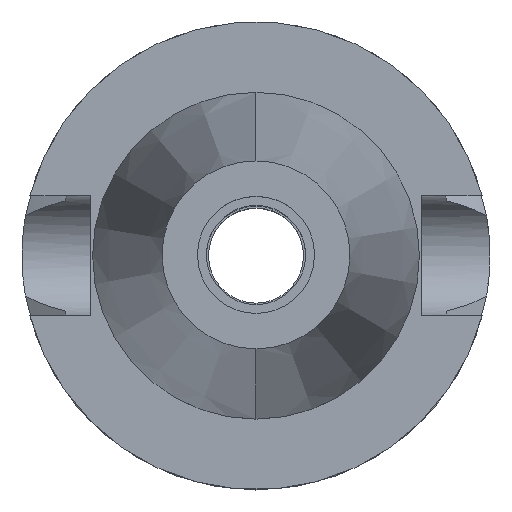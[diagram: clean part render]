
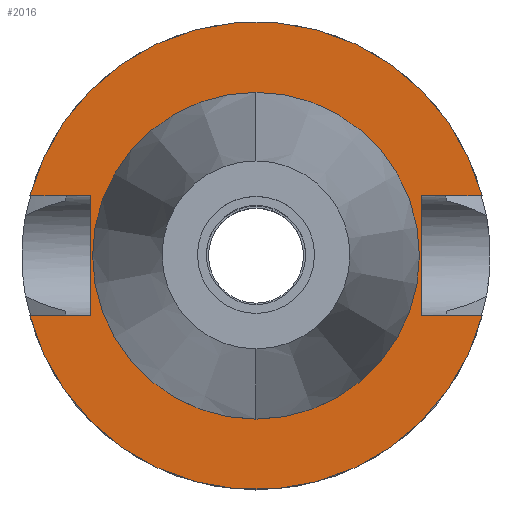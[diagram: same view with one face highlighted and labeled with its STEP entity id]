
A CAD part, top view. The second image highlights one B-rep face of the part: STEP entity #2016.
In plain terms, the highlighted planar face has unit normal (0, 0, 1).
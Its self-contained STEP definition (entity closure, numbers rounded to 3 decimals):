
#6 = DIRECTION ( 'NONE',  ( -1., 0., 0. ) ) ;
#8 = DIRECTION ( 'NONE',  ( 0., 0., -1. ) ) ;
#34 = ORIENTED_EDGE ( 'NONE', *, *, #438, .F. ) ;
#118 = CARTESIAN_POINT ( 'NONE',  ( 35.4, 12.85, -3. ) ) ;
#181 = ORIENTED_EDGE ( 'NONE', *, *, #432, .T. ) ;
#244 = CARTESIAN_POINT ( 'NONE',  ( -48.321, -12.85, -3. ) ) ;
#261 = DIRECTION ( 'NONE',  ( 0., 0., 1. ) ) ;
#289 = ORIENTED_EDGE ( 'NONE', *, *, #1620, .F. ) ;
#291 = CARTESIAN_POINT ( 'NONE',  ( -35.4, -12.85, -3. ) ) ;
#296 = DIRECTION ( 'NONE',  ( 0., 1., 0. ) ) ;
#341 = VECTOR ( 'NONE', #6, 1000. ) ;
#377 = CARTESIAN_POINT ( 'NONE',  ( -35.4, 12.85, -3. ) ) ;
#383 = LINE ( 'NONE', #3187, #1091 ) ;
#398 = LINE ( 'NONE', #950, #3322 ) ;
#417 = VERTEX_POINT ( 'NONE', #377 ) ;
#432 = EDGE_CURVE ( 'NONE', #1104, #2497, #398, .T. ) ;
#436 = LINE ( 'NONE', #118, #723 ) ;
#438 = EDGE_CURVE ( 'NONE', #1280, #2508, #3601, .T. ) ;
#465 = CARTESIAN_POINT ( 'NONE',  ( 35.4, 12.85, -3. ) ) ;
#528 = CARTESIAN_POINT ( 'NONE',  ( -35.4, -12.85, -3. ) ) ;
#552 = DIRECTION ( 'NONE',  ( 0., -1., 0. ) ) ;
#560 = CARTESIAN_POINT ( 'NONE',  ( 0., 34.925, -3. ) ) ;
#604 = DIRECTION ( 'NONE',  ( 1., 0., 0. ) ) ;
#633 = DIRECTION ( 'NONE',  ( 0., 1., 0. ) ) ;
#640 = ORIENTED_EDGE ( 'NONE', *, *, #3437, .F. ) ;
#723 = VECTOR ( 'NONE', #3475, 1000. ) ;
#778 = CARTESIAN_POINT ( 'NONE',  ( 0., 0., -3. ) ) ;
#889 = VERTEX_POINT ( 'NONE', #2584 ) ;
#906 = LINE ( 'NONE', #2862, #3213 ) ;
#950 = CARTESIAN_POINT ( 'NONE',  ( 35.4, 12.85, -3. ) ) ;
#952 = ORIENTED_EDGE ( 'NONE', *, *, #2812, .F. ) ;
#987 = ORIENTED_EDGE ( 'NONE', *, *, #1233, .F. ) ;
#1091 = VECTOR ( 'NONE', #1218, 1000. ) ;
#1104 = VERTEX_POINT ( 'NONE', #465 ) ;
#1175 = FACE_OUTER_BOUND ( 'NONE', #1870, .T. ) ;
#1194 = PLANE ( 'NONE',  #1921 ) ;
#1218 = DIRECTION ( 'NONE',  ( -1., 0., 0. ) ) ;
#1233 = EDGE_CURVE ( 'NONE', #2122, #1934, #2857, .T. ) ;
#1244 = VERTEX_POINT ( 'NONE', #2473 ) ;
#1280 = VERTEX_POINT ( 'NONE', #2177 ) ;
#1298 = EDGE_LOOP ( 'NONE', ( #3068, #34 ) ) ;
#1304 = DIRECTION ( 'NONE',  ( 0., 0., -1. ) ) ;
#1405 = CARTESIAN_POINT ( 'NONE',  ( 0., 0., -3. ) ) ;
#1443 = EDGE_CURVE ( 'NONE', #2508, #1280, #2320, .T. ) ;
#1483 = VECTOR ( 'NONE', #2204, 1000. ) ;
#1510 = DIRECTION ( 'NONE',  ( 0., 0., 1. ) ) ;
#1620 = EDGE_CURVE ( 'NONE', #2471, #417, #906, .T. ) ;
#1626 = DIRECTION ( 'NONE',  ( 0., 1., 0. ) ) ;
#1638 = ORIENTED_EDGE ( 'NONE', *, *, #3062, .T. ) ;
#1668 = LINE ( 'NONE', #3595, #1483 ) ;
#1681 = CARTESIAN_POINT ( 'NONE',  ( 0., 0., -3. ) ) ;
#1723 = CARTESIAN_POINT ( 'NONE',  ( 0., 0., -3. ) ) ;
#1870 = EDGE_LOOP ( 'NONE', ( #1638, #987, #640, #2995, #181, #952, #1963, #289 ) ) ;
#1916 = AXIS2_PLACEMENT_3D ( 'NONE', #2114, #1304, #1626 ) ;
#1921 = AXIS2_PLACEMENT_3D ( 'NONE', #1405, #8, #2245 ) ;
#1934 = VERTEX_POINT ( 'NONE', #244 ) ;
#1963 = ORIENTED_EDGE ( 'NONE', *, *, #2158, .F. ) ;
#2016 = ADVANCED_FACE ( 'NONE', ( #1175, #2044 ), #1194, .F. ) ;
#2044 = FACE_BOUND ( 'NONE', #1298, .T. ) ;
#2114 = CARTESIAN_POINT ( 'NONE',  ( 0., 0., -3. ) ) ;
#2122 = VERTEX_POINT ( 'NONE', #2523 ) ;
#2158 = EDGE_CURVE ( 'NONE', #417, #889, #383, .T. ) ;
#2177 = CARTESIAN_POINT ( 'NONE',  ( 0., -34.925, -3. ) ) ;
#2202 = EDGE_CURVE ( 'NONE', #1104, #1244, #436, .T. ) ;
#2204 = DIRECTION ( 'NONE',  ( 1., 0., 0. ) ) ;
#2245 = DIRECTION ( 'NONE',  ( 0., -1., 0. ) ) ;
#2255 = AXIS2_PLACEMENT_3D ( 'NONE', #1723, #1510, #3435 ) ;
#2320 = CIRCLE ( 'NONE', #2680, 34.925 ) ;
#2471 = VERTEX_POINT ( 'NONE', #528 ) ;
#2473 = CARTESIAN_POINT ( 'NONE',  ( 35.4, -12.85, -3. ) ) ;
#2497 = VERTEX_POINT ( 'NONE', #3362 ) ;
#2508 = VERTEX_POINT ( 'NONE', #560 ) ;
#2523 = CARTESIAN_POINT ( 'NONE',  ( 48.321, -12.85, -3. ) ) ;
#2556 = AXIS2_PLACEMENT_3D ( 'NONE', #778, #3341, #552 ) ;
#2584 = CARTESIAN_POINT ( 'NONE',  ( -48.321, 12.85, -3. ) ) ;
#2680 = AXIS2_PLACEMENT_3D ( 'NONE', #1681, #261, #296 ) ;
#2812 = EDGE_CURVE ( 'NONE', #889, #2497, #3492, .T. ) ;
#2857 = CIRCLE ( 'NONE', #2556, 50. ) ;
#2862 = CARTESIAN_POINT ( 'NONE',  ( -35.4, -12.85, -3. ) ) ;
#2995 = ORIENTED_EDGE ( 'NONE', *, *, #2202, .F. ) ;
#3062 = EDGE_CURVE ( 'NONE', #2471, #1934, #3063, .T. ) ;
#3063 = LINE ( 'NONE', #291, #341 ) ;
#3068 = ORIENTED_EDGE ( 'NONE', *, *, #1443, .F. ) ;
#3187 = CARTESIAN_POINT ( 'NONE',  ( -35.4, 12.85, -3. ) ) ;
#3213 = VECTOR ( 'NONE', #633, 1000. ) ;
#3322 = VECTOR ( 'NONE', #604, 1000. ) ;
#3341 = DIRECTION ( 'NONE',  ( 0., 0., -1. ) ) ;
#3362 = CARTESIAN_POINT ( 'NONE',  ( 48.321, 12.85, -3. ) ) ;
#3435 = DIRECTION ( 'NONE',  ( 0., -1., 0. ) ) ;
#3437 = EDGE_CURVE ( 'NONE', #1244, #2122, #1668, .T. ) ;
#3475 = DIRECTION ( 'NONE',  ( 0., -1., 0. ) ) ;
#3492 = CIRCLE ( 'NONE', #1916, 50. ) ;
#3595 = CARTESIAN_POINT ( 'NONE',  ( 35.4, -12.85, -3. ) ) ;
#3601 = CIRCLE ( 'NONE', #2255, 34.925 ) ;
